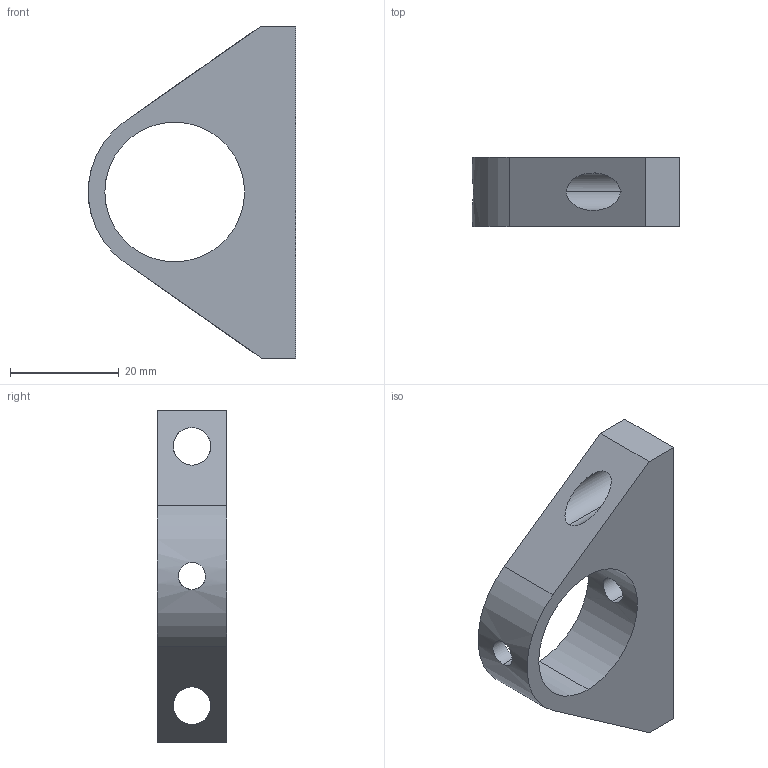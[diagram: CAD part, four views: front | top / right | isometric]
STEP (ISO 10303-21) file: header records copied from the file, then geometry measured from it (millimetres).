
FILE_DESCRIPTION (( 'STEP AP203' ), '1' );
FILE_NAME ('Montura limelight superior.STEP', '2023-02-28T23:33:07', ( '' ), ( '' ), 'SwSTEP 2.0', 'SolidWorks 2022', '' );
FILE_SCHEMA (( 'CONFIG_CONTROL_DESIGN' ));
Length unit declared in the file: inch
Products named in the file (1): Montura limelight superior
Bounding box: 38.1 x 12.7 x 60.96 mm (x, y, z)
Volume: 12284.1 mm3; surface area: 5882.4 mm2
Topology: 1 solids, 1 shells, 18 faces, 48 edges, 32 vertices
Faces by surface type: cylinder 11, plane 7
Entity records: 827 total; most frequent: CARTESIAN_POINT 287, ORIENTED_EDGE 96, DIRECTION 88, EDGE_CURVE 48, VERTEX_POINT 32, AXIS2_PLACEMENT_3D 31, EDGE_LOOP 28, VECTOR 26
